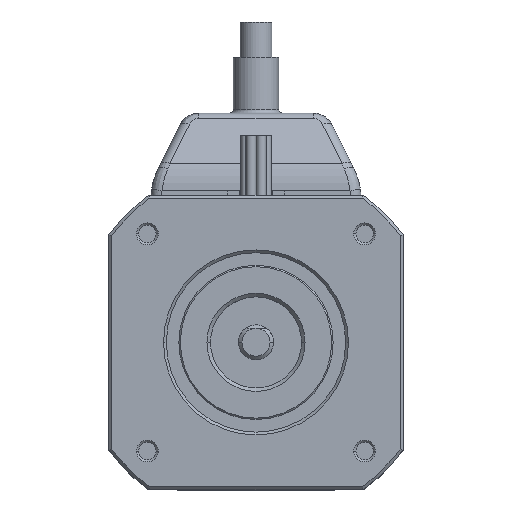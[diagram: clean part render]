
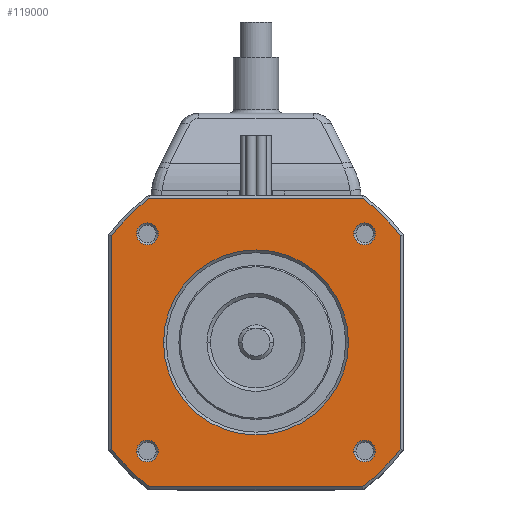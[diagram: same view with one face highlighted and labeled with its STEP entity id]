
A CAD part, top view. The second image highlights one B-rep face of the part: STEP entity #119000.
In plain terms, the highlighted planar face has unit normal (0, 0, 1).
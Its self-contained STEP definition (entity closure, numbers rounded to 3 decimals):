
#87890=CARTESIAN_POINT('',(13.95,-15.5,0.));
#87900=VERTEX_POINT('',#87890);
#87930=CARTESIAN_POINT('',(15.5,-15.5,0.));
#87940=DIRECTION('',(-0.,-0.,-1.));
#87950=DIRECTION('',(1.,0.,0.));
#87960=AXIS2_PLACEMENT_3D('',#87930,#87940,#87950);
#87970=CIRCLE('',#87960,1.55);
#87980=CARTESIAN_POINT('',(17.05,-15.5,0.));
#87990=VERTEX_POINT('',#87980);
#88000=EDGE_CURVE('',#87900,#87990,#87970,.T.);
#90140=CARTESIAN_POINT('',(-17.05,-15.5,0.));
#90150=VERTEX_POINT('',#90140);
#90180=CARTESIAN_POINT('',(-15.5,-15.5,0.));
#90190=DIRECTION('',(-0.,-0.,-1.));
#90200=DIRECTION('',(1.,0.,0.));
#90210=AXIS2_PLACEMENT_3D('',#90180,#90190,#90200);
#90220=CIRCLE('',#90210,1.55);
#90230=CARTESIAN_POINT('',(-13.95,-15.5,0.));
#90240=VERTEX_POINT('',#90230);
#90250=EDGE_CURVE('',#90150,#90240,#90220,.T.);
#94270=CARTESIAN_POINT('',(-17.05,15.5,0.));
#94280=VERTEX_POINT('',#94270);
#94370=CARTESIAN_POINT('',(-13.95,15.5,0.));
#94380=VERTEX_POINT('',#94370);
#94410=CARTESIAN_POINT('',(-15.5,15.5,0.));
#94420=DIRECTION('',(-0.,-0.,-1.));
#94430=DIRECTION('',(1.,0.,0.));
#94440=AXIS2_PLACEMENT_3D('',#94410,#94420,#94430);
#94450=CIRCLE('',#94440,1.55);
#94460=EDGE_CURVE('',#94380,#94280,#94450,.T.);
#100920=CARTESIAN_POINT('',(13.95,15.5,0.));
#100930=VERTEX_POINT('',#100920);
#101020=CARTESIAN_POINT('',(17.05,15.5,0.));
#101030=VERTEX_POINT('',#101020);
#101060=CARTESIAN_POINT('',(15.5,15.5,0.));
#101070=DIRECTION('',(-0.,-0.,-1.));
#101080=DIRECTION('',(1.,0.,0.));
#101090=AXIS2_PLACEMENT_3D('',#101060,#101070,#101080);
#101100=CIRCLE('',#101090,1.55);
#101110=EDGE_CURVE('',#101030,#100930,#101100,.T.);
#104780=CARTESIAN_POINT('',(20.6,-15.199,0.));
#104790=VERTEX_POINT('',#104780);
#104820=CARTESIAN_POINT('',(20.6,0.,-0.));
#104830=DIRECTION('',(0.,-1.,0.));
#104840=VECTOR('',#104830,1.);
#104850=LINE('',#104820,#104840);
#104860=CARTESIAN_POINT('',(20.6,15.199,0.));
#104870=VERTEX_POINT('',#104860);
#104880=EDGE_CURVE('',#104870,#104790,#104850,.T.);
#105170=CARTESIAN_POINT('',(0.,0.,
0.));
#105180=DIRECTION('',(-0.,-0.,1.));
#105190=DIRECTION('',(-1.,0.,-0.));
#105200=AXIS2_PLACEMENT_3D('',#105170,#105180,#105190);
#105210=CIRCLE('',#105200,25.6);
#105220=CARTESIAN_POINT('',(15.199,20.6,0.));
#105230=VERTEX_POINT('',#105220);
#105240=EDGE_CURVE('',#104870,#105230,#105210,.T.);
#105530=CARTESIAN_POINT('',(0.,20.6,0.));
#105540=DIRECTION('',(1.,0.,-0.));
#105550=VECTOR('',#105540,1.);
#105560=LINE('',#105530,#105550);
#105570=CARTESIAN_POINT('',(-15.199,20.6,
0.));
#105580=VERTEX_POINT('',#105570);
#105590=EDGE_CURVE('',#105580,#105230,#105560,.T.);
#106180=CARTESIAN_POINT('',(-15.199,-20.6,0.));
#106190=VERTEX_POINT('',#106180);
#106220=CARTESIAN_POINT('',(0.,-20.6,0.));
#106230=DIRECTION('',(-1.,0.,0.));
#106240=VECTOR('',#106230,1.);
#106250=LINE('',#106220,#106240);
#106260=CARTESIAN_POINT('',(15.199,-20.6,0.));
#106270=VERTEX_POINT('',#106260);
#106280=EDGE_CURVE('',#106270,#106190,#106250,.T.);
#106520=CARTESIAN_POINT('',(0.,0.,
0.));
#106530=DIRECTION('',(-0.,-0.,1.));
#106540=DIRECTION('',(-1.,0.,-0.));
#106550=AXIS2_PLACEMENT_3D('',#106520,#106530,#106540);
#106560=CIRCLE('',#106550,25.6);
#106570=EDGE_CURVE('',#106270,#104790,#106560,.T.);
#111420=CARTESIAN_POINT('',(-13.2,0.,
0.));
#111430=VERTEX_POINT('',#111420);
#111510=CARTESIAN_POINT('',(13.2,0.,
0.));
#111520=VERTEX_POINT('',#111510);
#111550=CARTESIAN_POINT('',(0.,0.,
0.));
#111560=DIRECTION('',(-0.,-0.,-1.));
#111570=DIRECTION('',(1.,0.,0.));
#111580=AXIS2_PLACEMENT_3D('',#111550,#111560,#111570);
#111590=CIRCLE('',#111580,13.2);
#111600=EDGE_CURVE('',#111520,#111430,#111590,.T.);
#111860=CARTESIAN_POINT('',(-20.6,15.199,0.));
#111870=VERTEX_POINT('',#111860);
#111900=CARTESIAN_POINT('',(-20.6,0.,0.));
#111910=DIRECTION('',(0.,1.,-0.));
#111920=VECTOR('',#111910,1.);
#111930=LINE('',#111900,#111920);
#111940=CARTESIAN_POINT('',(-20.6,-15.199,
0.));
#111950=VERTEX_POINT('',#111940);
#111960=EDGE_CURVE('',#111950,#111870,#111930,.T.);
#112200=CARTESIAN_POINT('',(0.,0.,0.
));
#112210=DIRECTION('',(-0.,-0.,1.));
#112220=DIRECTION('',(-1.,0.,-0.));
#112230=AXIS2_PLACEMENT_3D('',#112200,#112210,#112220);
#112240=CIRCLE('',#112230,25.6);
#112250=EDGE_CURVE('',#111950,#106190,#112240,.T.);
#117260=CARTESIAN_POINT('',(0.,0.,
0.));
#117270=DIRECTION('',(-0.,-0.,1.));
#117280=DIRECTION('',(-1.,0.,-0.));
#117290=AXIS2_PLACEMENT_3D('',#117260,#117270,#117280);
#117300=CIRCLE('',#117290,25.6);
#117310=EDGE_CURVE('',#105580,#111870,#117300,.T.);
#118600=CARTESIAN_POINT('',(-20.6,-20.6,0.));
#118610=DIRECTION('',(0.,0.,1.));
#118620=DIRECTION('',(1.,0.,-0.));
#118630=AXIS2_PLACEMENT_3D('',#118600,#118610,#118620);
#118640=PLANE('',#118630);
#118650=ORIENTED_EDGE('',*,*,#112250,.T.);
#118660=ORIENTED_EDGE('',*,*,#111960,.F.);
#118670=ORIENTED_EDGE('',*,*,#117310,.T.);
#118680=ORIENTED_EDGE('',*,*,#105590,.F.);
#118690=ORIENTED_EDGE('',*,*,#105240,.T.);
#118700=ORIENTED_EDGE('',*,*,#104880,.F.);
#118710=ORIENTED_EDGE('',*,*,#106570,.T.);
#118720=ORIENTED_EDGE('',*,*,#106280,.F.);
#118730=EDGE_LOOP('',(#118720,#118710,#118700,#118690,#118680,#118670,
#118660,#118650));
#118740=FACE_OUTER_BOUND('',#118730,.T.);
#118750=EDGE_CURVE('',#90240,#90150,#90220,.T.);
#118760=ORIENTED_EDGE('',*,*,#118750,.T.);
#118770=ORIENTED_EDGE('',*,*,#90250,.T.);
#118780=EDGE_LOOP('',(#118770,#118760));
#118790=FACE_BOUND('',#118780,.T.);
#118800=EDGE_CURVE('',#87990,#87900,#87970,.T.);
#118810=ORIENTED_EDGE('',*,*,#118800,.T.);
#118820=ORIENTED_EDGE('',*,*,#88000,.T.);
#118830=EDGE_LOOP('',(#118820,#118810));
#118840=FACE_BOUND('',#118830,.T.);
#118850=EDGE_CURVE('',#100930,#101030,#101100,.T.);
#118860=ORIENTED_EDGE('',*,*,#118850,.T.);
#118870=ORIENTED_EDGE('',*,*,#101110,.T.);
#118880=EDGE_LOOP('',(#118870,#118860));
#118890=FACE_BOUND('',#118880,.T.);
#118900=EDGE_CURVE('',#94280,#94380,#94450,.T.);
#118910=ORIENTED_EDGE('',*,*,#118900,.T.);
#118920=ORIENTED_EDGE('',*,*,#94460,.T.);
#118930=EDGE_LOOP('',(#118920,#118910));
#118940=FACE_BOUND('',#118930,.T.);
#118950=EDGE_CURVE('',#111430,#111520,#111590,.T.);
#118960=ORIENTED_EDGE('',*,*,#118950,.T.);
#118970=ORIENTED_EDGE('',*,*,#111600,.T.);
#118980=EDGE_LOOP('',(#118970,#118960));
#118990=FACE_BOUND('',#118980,.T.);
#119000=ADVANCED_FACE('',(#118740,#118790,#118840,#118890,#118940,
#118990),#118640,.T.);
